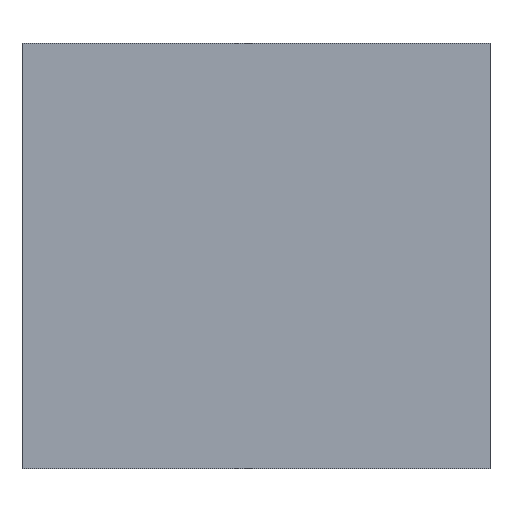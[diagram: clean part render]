
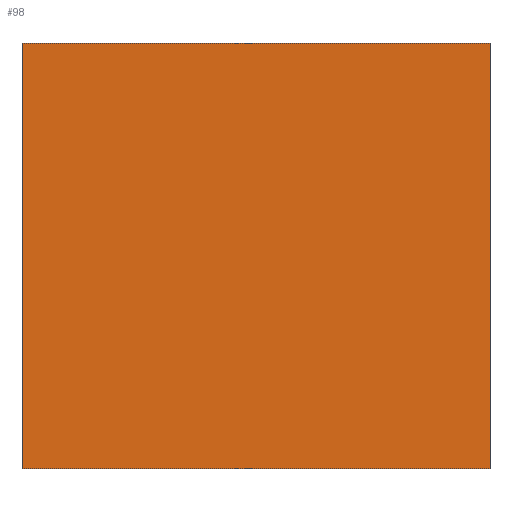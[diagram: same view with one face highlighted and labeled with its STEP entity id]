
A CAD part, front view. The second image highlights one B-rep face of the part: STEP entity #98.
In plain terms, the highlighted planar face has unit normal (0, -1, 0).
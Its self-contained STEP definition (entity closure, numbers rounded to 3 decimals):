
#98 = ADVANCED_FACE( '', ( #195 ), #196, .T. );
#195 = FACE_OUTER_BOUND( '', #284, .T. );
#196 = PLANE( '', #285 );
#284 = EDGE_LOOP( '', ( #499, #500, #501, #502 ) );
#285 = AXIS2_PLACEMENT_3D( '', #503, #504, #505 );
#499 = ORIENTED_EDGE( '', *, *, #532, .T. );
#500 = ORIENTED_EDGE( '', *, *, #568, .T. );
#501 = ORIENTED_EDGE( '', *, *, #546, .T. );
#502 = ORIENTED_EDGE( '', *, *, #566, .T. );
#503 = CARTESIAN_POINT( '', ( 0., 0., 0. ) );
#504 = DIRECTION( '', ( 0., -1., 0. ) );
#505 = DIRECTION( '', ( 0., 0., -1. ) );
#532 = EDGE_CURVE( '', #631, #632, #633, .T. );
#546 = EDGE_CURVE( '', #655, #656, #657, .T. );
#566 = EDGE_CURVE( '', #656, #631, #687, .T. );
#568 = EDGE_CURVE( '', #632, #655, #689, .T. );
#631 = VERTEX_POINT( '', #771 );
#632 = VERTEX_POINT( '', #772 );
#633 = LINE( '', #773, #774 );
#655 = VERTEX_POINT( '', #807 );
#656 = VERTEX_POINT( '', #808 );
#657 = LINE( '', #809, #810 );
#687 = LINE( '', #854, #855 );
#689 = LINE( '', #857, #858 );
#771 = CARTESIAN_POINT( '', ( -5.5, 0., 5. ) );
#772 = CARTESIAN_POINT( '', ( -5.5, 0., -5. ) );
#773 = CARTESIAN_POINT( '', ( -5.5, 0., 5. ) );
#774 = VECTOR( '', #926, 1000. );
#807 = CARTESIAN_POINT( '', ( 5.5, 0., -5. ) );
#808 = CARTESIAN_POINT( '', ( 5.5, 0., 5. ) );
#809 = CARTESIAN_POINT( '', ( 5.5, 0., -5. ) );
#810 = VECTOR( '', #938, 1000. );
#854 = CARTESIAN_POINT( '', ( 5.5, 0., 5. ) );
#855 = VECTOR( '', #953, 1000. );
#857 = CARTESIAN_POINT( '', ( -5.5, 0., -5. ) );
#858 = VECTOR( '', #954, 1000. );
#926 = DIRECTION( '', ( 0., 0., -1. ) );
#938 = DIRECTION( '', ( 0., 0., 1. ) );
#953 = DIRECTION( '', ( -1., 0., 0. ) );
#954 = DIRECTION( '', ( 1., 0., 0. ) );
